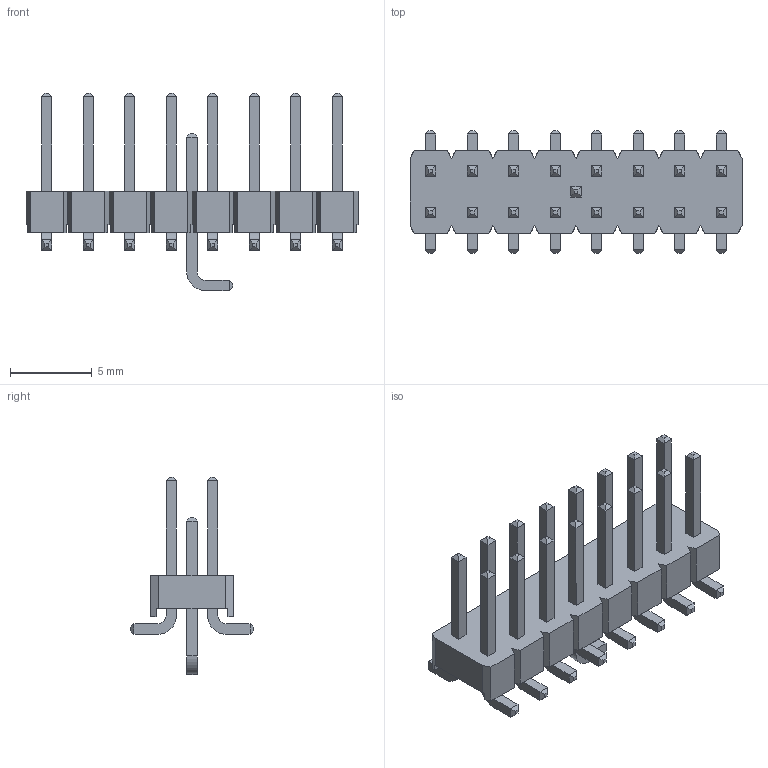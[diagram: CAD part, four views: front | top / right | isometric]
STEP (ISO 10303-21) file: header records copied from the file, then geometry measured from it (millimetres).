
FILE_DESCRIPTION( ( 'Unknown' ), '1' );
FILE_NAME( '61001621121.stp', 'Unknown', ( 'Unknown' ), ( 'Unknown' ), 'PSStep 14.0', 'Unknown', ' ' );
FILE_SCHEMA( ( 'AUTOMOTIVE_DESIGN { 1 0 10303 214 1 1 1 1 }' ) );
Length unit declared in the file: millimetre
Products named in the file (3): Assem1; 6100xx21121_PIN; 61001621121
Bounding box: 20.32 x 7.5 x 12.07 mm (x, y, z)
Volume: 476.3 mm3; surface area: 1366.1 mm2
Topology: 19 solids, 19 shells, 602 faces, 1556 edges, 992 vertices
Faces by surface type: plane 568, cylinder 34
Entity records: 6846 total; most frequent: CARTESIAN_POINT 978, ORIENTED_EDGE 956, DIRECTION 850, EDGE_CURVE 478, LINE 474, VECTOR 474, VERTEX_POINT 316, EDGE_LOOP 198
